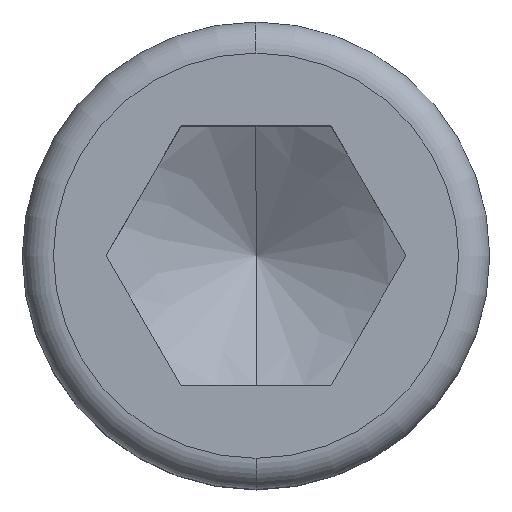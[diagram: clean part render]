
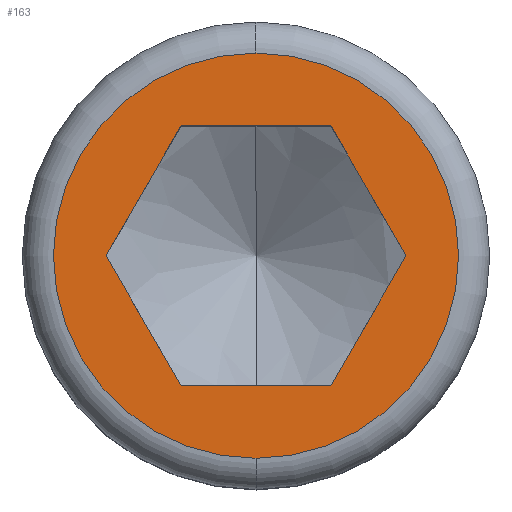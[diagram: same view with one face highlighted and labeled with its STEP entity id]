
A CAD part, top view. The second image highlights one B-rep face of the part: STEP entity #163.
In plain terms, the highlighted planar face has unit normal (0, 0, 1).
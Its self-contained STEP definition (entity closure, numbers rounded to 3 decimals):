
#143=VERTEX_POINT('',#379);
#161=VERTEX_POINT('',#398);
#163=ADVANCED_FACE('',(#400,#401),#402,.T.);
#173=VERTEX_POINT('',#414);
#195=EDGE_CURVE('',#251,#161,#439,.T.);
#207=EDGE_CURVE('',#281,#261,#453,.T.);
#217=EDGE_CURVE('',#173,#143,#466,.T.);
#251=VERTEX_POINT('',#505);
#253=EDGE_CURVE('',#261,#173,#507,.T.);
#261=VERTEX_POINT('',#515);
#269=EDGE_CURVE('',#315,#281,#523,.T.);
#281=VERTEX_POINT('',#535);
#301=VERTEX_POINT('',#556);
#303=EDGE_CURVE('',#301,#315,#558,.T.);
#315=VERTEX_POINT('',#571);
#323=EDGE_CURVE('',#161,#251,#581,.T.);
#353=EDGE_CURVE('',#143,#301,#614,.T.);
#379=CARTESIAN_POINT('',(5.775,0.,12.0));
#398=CARTESIAN_POINT('',(0.,7.8,12.));
#400=FACE_BOUND('',#659,.T.);
#401=FACE_OUTER_BOUND('',#660,.T.);
#402=PLANE('',#661);
#414=CARTESIAN_POINT('',(2.887,5.001,12.0));
#439=CIRCLE('',#712,7.8);
#453=LINE('',#729,#730);
#466=LINE('',#754,#755);
#505=CARTESIAN_POINT('',(0.,-7.8,12.));
#507=LINE('',#817,#818);
#515=CARTESIAN_POINT('',(-2.887,5.001,12.0));
#523=LINE('',#840,#841);
#535=CARTESIAN_POINT('',(-5.775,0.,12.0));
#556=CARTESIAN_POINT('',(2.888,-5.001,12.0));
#558=LINE('',#904,#905);
#571=CARTESIAN_POINT('',(-2.887,-5.001,12.0));
#581=CIRCLE('',#934,7.8);
#614=LINE('',#998,#999);
#659=EDGE_LOOP('',(#1040,#1041,#1042,#1043,#1044,#1045));
#660=EDGE_LOOP('',(#1046,#1047));
#661=AXIS2_PLACEMENT_3D('',#1048,#1049,#1050);
#712=AXIS2_PLACEMENT_3D('',#1103,#1104,#1105);
#729=CARTESIAN_POINT('',(-3.609,3.751,12.0));
#730=VECTOR('',#1128,1.0);
#754=CARTESIAN_POINT('',(5.053,1.25,12.0));
#755=VECTOR('',#1153,1.0);
#817=CARTESIAN_POINT('',(1.444,5.001,12.0));
#818=VECTOR('',#1201,1.0);
#840=CARTESIAN_POINT('',(-5.053,-1.25,12.0));
#841=VECTOR('',#1211,1.0);
#904=CARTESIAN_POINT('',(-1.444,-5.001,12.0));
#905=VECTOR('',#1226,1.0);
#934=AXIS2_PLACEMENT_3D('',#1258,#1259,#1260);
#998=CARTESIAN_POINT('',(3.609,-3.751,12.0));
#999=VECTOR('',#1292,1.0);
#1040=ORIENTED_EDGE('',*,*,#269,.T.);
#1041=ORIENTED_EDGE('',*,*,#207,.T.);
#1042=ORIENTED_EDGE('',*,*,#253,.T.);
#1043=ORIENTED_EDGE('',*,*,#217,.T.);
#1044=ORIENTED_EDGE('',*,*,#353,.T.);
#1045=ORIENTED_EDGE('',*,*,#303,.T.);
#1046=ORIENTED_EDGE('',*,*,#195,.T.);
#1047=ORIENTED_EDGE('',*,*,#323,.T.);
#1048=CARTESIAN_POINT('',(0.,-7.387,12.));
#1049=DIRECTION('',(0.0,0.0,1.0));
#1050=DIRECTION('',(0.,-1.0,0.0));
#1103=CARTESIAN_POINT('',(0.,0.,12.));
#1104=DIRECTION('',(0.0,0.0,1.0));
#1105=DIRECTION('',(-1.0,0.0,0.0));
#1128=DIRECTION('',(0.5,0.866,0.0));
#1153=DIRECTION('',(0.5,-0.866,0.0));
#1201=DIRECTION('',(1.0,0.0,0.0));
#1211=DIRECTION('',(-0.5,0.866,0.0));
#1226=DIRECTION('',(-1.0,0.0,0.0));
#1258=CARTESIAN_POINT('',(0.,0.,12.));
#1259=DIRECTION('',(0.0,0.0,1.0));
#1260=DIRECTION('',(-1.0,0.0,0.0));
#1292=DIRECTION('',(-0.5,-0.866,0.0));
